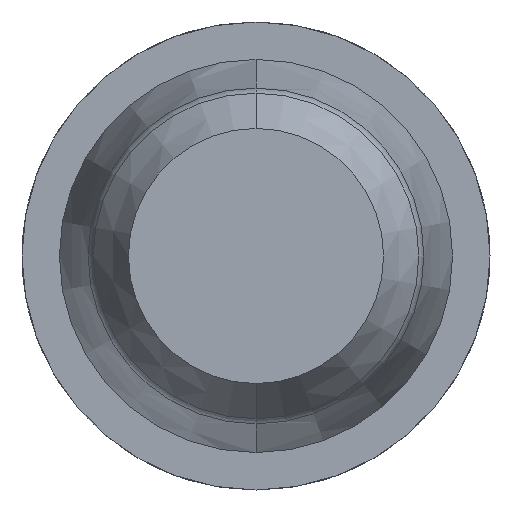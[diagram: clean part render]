
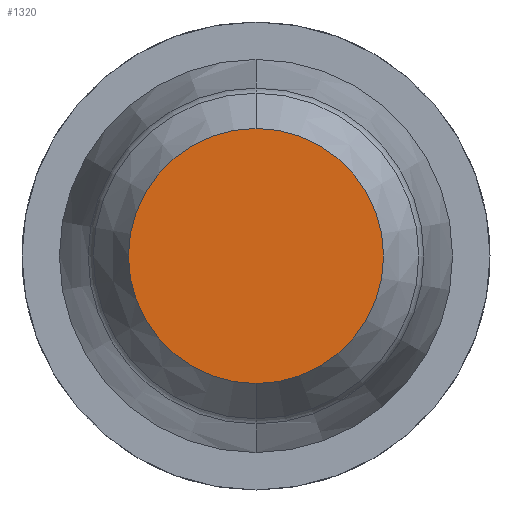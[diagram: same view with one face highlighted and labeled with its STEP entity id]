
A CAD part, front view. The second image highlights one B-rep face of the part: STEP entity #1320.
In plain terms, the highlighted planar face has unit normal (0, -1, 0).
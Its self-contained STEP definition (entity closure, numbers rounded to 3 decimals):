
#134 = DIRECTION ( 'NONE',  ( 0., 0., 1. ) ) ;
#149 = CARTESIAN_POINT ( 'NONE',  ( 0., -30.5, 0.627 ) ) ;
#311 = EDGE_CURVE ( 'Defeature ausgef�hrt3_1+Defeature ausgef�hrt3_0+Defeature ausgef�hrt3_0+Defeature ausgef�hrt3_0', #963, #3621, #1394, .T. ) ;
#513 = DIRECTION ( 'NONE',  ( 0., 0., 1. ) ) ;
#607 = DIRECTION ( 'NONE',  ( 0., 1., 0. ) ) ;
#963 = VERTEX_POINT ( 'NONE', #149 ) ;
#1015 = EDGE_CURVE ( 'Defeature ausgef�hrt3_1+Defeature ausgef�hrt3_0+Defeature ausgef�hrt3_0+Defeature ausgef�hrt3_0', #3621, #963, #1182, .T. ) ;
#1061 = CARTESIAN_POINT ( 'NONE',  ( 0., -30.5, 0. ) ) ;
#1182 = CIRCLE ( 'NONE', #3644, 0.627 ) ;
#1320 = ADVANCED_FACE ( 'Defeature ausgef�hrt3_0', ( #1955 ), #2246, .F. ) ;
#1357 = DIRECTION ( 'NONE',  ( 0., 1., 0. ) ) ;
#1394 = CIRCLE ( 'NONE', #2127, 0.627 ) ;
#1626 = ORIENTED_EDGE ( 'NONE', *, *, #1015, .F. ) ;
#1842 = CARTESIAN_POINT ( 'NONE',  ( 0., -30.5, -0.627 ) ) ;
#1951 = CARTESIAN_POINT ( 'NONE',  ( 0., -30.5, 0. ) ) ;
#1955 = FACE_OUTER_BOUND ( 'NONE', #2196, .T. ) ;
#1966 = DIRECTION ( 'NONE',  ( 0., 1., 0. ) ) ;
#2127 = AXIS2_PLACEMENT_3D ( 'NONE', #1061, #1357, #513 ) ;
#2196 = EDGE_LOOP ( 'NONE', ( #2787, #1626 ) ) ;
#2246 = PLANE ( 'NONE',  #2540 ) ;
#2540 = AXIS2_PLACEMENT_3D ( 'NONE', #1951, #1966, #134 ) ;
#2680 = CARTESIAN_POINT ( 'NONE',  ( 0., -30.5, 0. ) ) ;
#2787 = ORIENTED_EDGE ( 'NONE', *, *, #311, .F. ) ;
#3621 = VERTEX_POINT ( 'NONE', #1842 ) ;
#3644 = AXIS2_PLACEMENT_3D ( 'NONE', #2680, #607, #3853 ) ;
#3853 = DIRECTION ( 'NONE',  ( 0., 0., 1. ) ) ;
